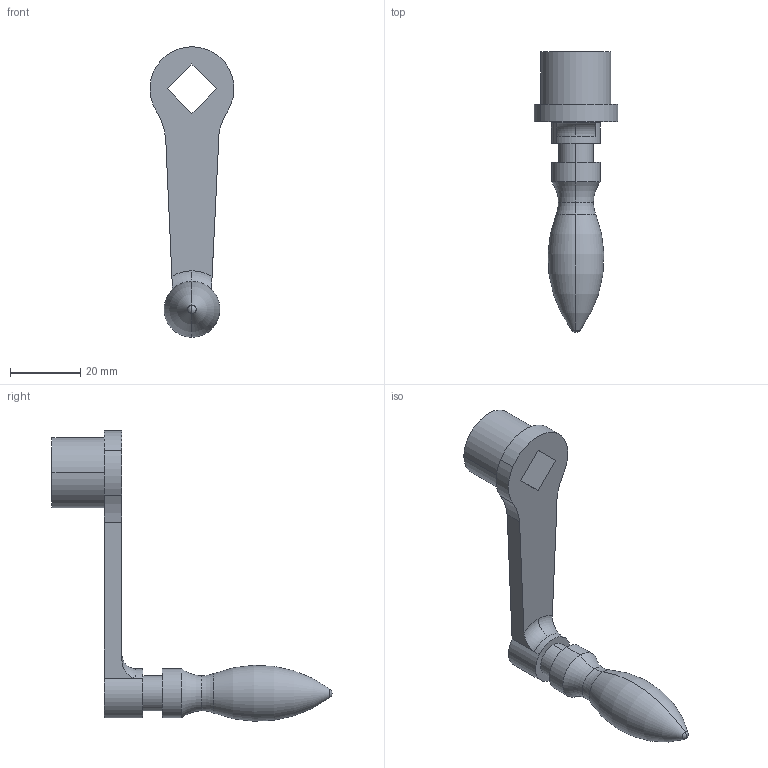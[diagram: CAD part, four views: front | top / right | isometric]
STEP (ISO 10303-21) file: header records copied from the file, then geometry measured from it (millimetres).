
FILE_DESCRIPTION(('STEP AP214'),'1');
FILE_NAME('haldern_eh_2433_010_.stp','2017-10-09T08:08:27',('TraceParts'),('TraceParts S.A.'),'Spatial InterOp 3D',' ',' ');
FILE_SCHEMA(('automotive_design'));
Length unit declared in the file: millimetre
Products named in the file (1): haldern_eh_2433_010_
Bounding box: 23.95 x 80 x 82.97 mm (x, y, z)
Volume: 16470.1 mm3; surface area: 7301.6 mm2
Topology: 1 solids, 1 shells, 33 faces, 79 edges, 49 vertices
Faces by surface type: cylinder 12, plane 11, torus 8, sphere 2
Entity records: 1285 total; most frequent: CARTESIAN_POINT 198, DIRECTION 187, ORIENTED_EDGE 154, AXIS2_PLACEMENT_3D 78, EDGE_CURVE 77, VERTEX_POINT 49, CIRCLE 44, EDGE_LOOP 38
